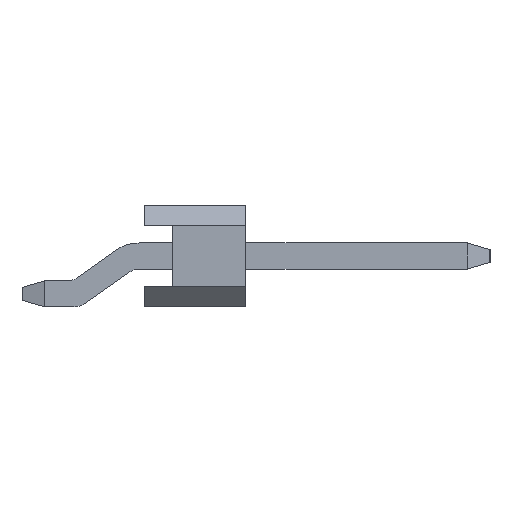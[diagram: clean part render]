
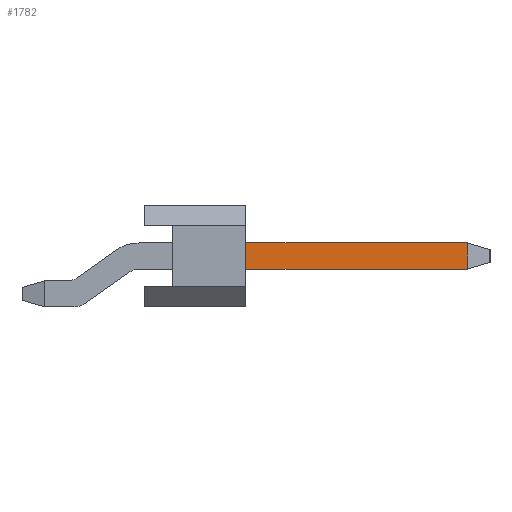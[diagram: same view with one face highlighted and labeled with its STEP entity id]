
A CAD part, left-side view. The second image highlights one B-rep face of the part: STEP entity #1782.
In plain terms, the highlighted planar face has unit normal (-1, 0, 0).
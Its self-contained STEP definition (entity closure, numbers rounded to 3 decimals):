
#1782=ADVANCED_FACE('',(#3821),#3822,.F.);
#3821=FACE_OUTER_BOUND('',#6154,.T.);
#3822=PLANE('',#6155);
#6154=EDGE_LOOP('',(#11275,#11276,#11277,#11278));
#6155=AXIS2_PLACEMENT_3D('',#11279,#11280,#11281);
#11275=ORIENTED_EDGE('',*,*,#15603,.F.);
#11276=ORIENTED_EDGE('',*,*,#15596,.F.);
#11277=ORIENTED_EDGE('',*,*,#15604,.T.);
#11278=ORIENTED_EDGE('',*,*,#15591,.F.);
#11279=CARTESIAN_POINT('',(-24.45,-2.666,-0.178));
#11280=DIRECTION('',(1.0,0.,0.));
#11281=DIRECTION('',(0.,0.,1.0));
#15591=EDGE_CURVE('',#19036,#19038,#19039,.T.);
#15596=EDGE_CURVE('',#19044,#19042,#19046,.T.);
#15603=EDGE_CURVE('',#19042,#19036,#19057,.T.);
#15604=EDGE_CURVE('',#19044,#19038,#19058,.T.);
#19036=VERTEX_POINT('',#23986);
#19038=VERTEX_POINT('',#23989);
#19039=LINE('',#23990,#23991);
#19042=VERTEX_POINT('',#23995);
#19044=VERTEX_POINT('',#23998);
#19046=LINE('',#24001,#24002);
#19057=LINE('',#24017,#24018);
#19058=LINE('',#24019,#24020);
#23986=CARTESIAN_POINT('',(-24.45,-2.5,0.32));
#23989=CARTESIAN_POINT('',(-24.45,-7.954,0.32));
#23990=CARTESIAN_POINT('',(-24.45,0.124,0.32));
#23991=VECTOR('',#27605,1.0);
#23995=CARTESIAN_POINT('',(-24.45,-2.5,-0.32));
#23998=CARTESIAN_POINT('',(-24.45,-7.954,-0.32));
#24001=CARTESIAN_POINT('',(-24.45,-7.954,-0.32));
#24002=VECTOR('',#27609,1.0);
#24017=CARTESIAN_POINT('',(-24.45,-2.5,-0.089));
#24018=VECTOR('',#27614,1.0);
#24019=CARTESIAN_POINT('',(-24.45,-7.954,0.161));
#24020=VECTOR('',#27615,1.0);
#27605=DIRECTION('',(0.,-1.0,0.));
#27609=DIRECTION('',(0.0,1.0,0.));
#27614=DIRECTION('',(0.,0.,1.0));
#27615=DIRECTION('',(0.,0.,1.0));
